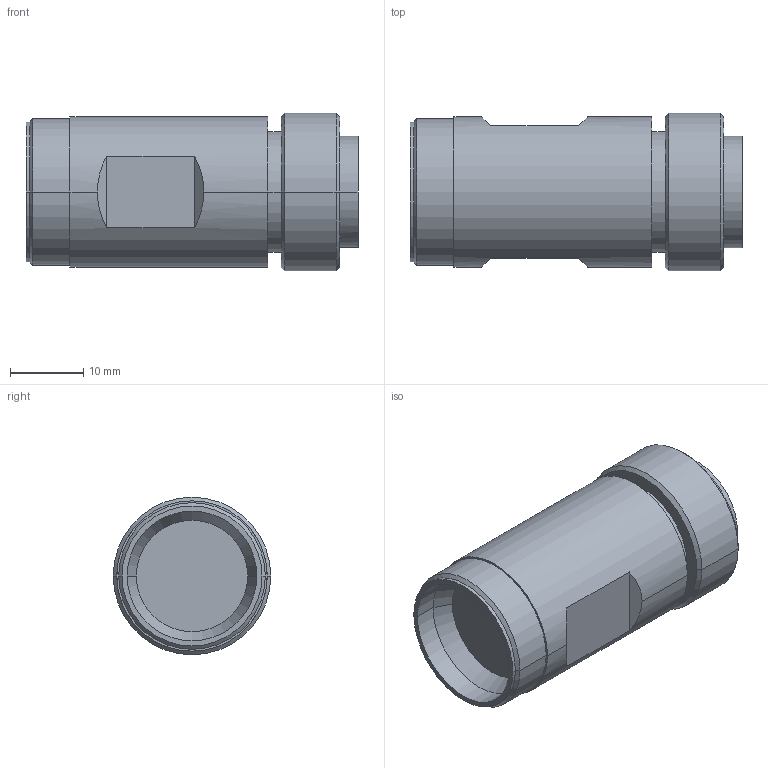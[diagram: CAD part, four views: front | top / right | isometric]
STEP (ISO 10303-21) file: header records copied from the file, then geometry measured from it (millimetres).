
FILE_DESCRIPTION(('CoCreate Modeling STEP Export'),'2;1');
FILE_NAME('RM15WTPZA-12S.stp','2014-08-27T 8:15:44',(''),(''),'CoCreate Modeling STEP processor for AP214 (Solid Model)','CoCreate Modeling 17.0 01-Apr-2010 (C) Parametric Technology GmbH','');
FILE_SCHEMA(('AUTOMOTIVE_DESIGN { 1 0 10303 214 1 1 1 1 }'));
Length unit declared in the file: millimetre
Products named in the file (1): RM15WTPZA-12S
Bounding box: 45.3 x 21.5 x 21.5 mm (x, y, z)
Volume: 12451.6 mm3; surface area: 4868.4 mm2
Topology: 1 solids, 1 shells, 62 faces, 136 edges, 84 vertices
Faces by surface type: cylinder 28, plane 21, cone 13
Entity records: 1655 total; most frequent: CARTESIAN_POINT 455, ORIENTED_EDGE 272, DIRECTION 207, EDGE_CURVE 136, VERTEX_POINT 84, AXIS2_PLACEMENT_3D 76, EDGE_LOOP 70, FACE_OUTER_BOUND 62
